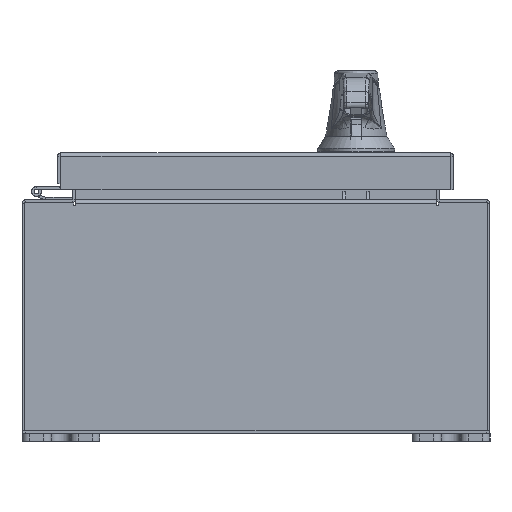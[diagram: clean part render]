
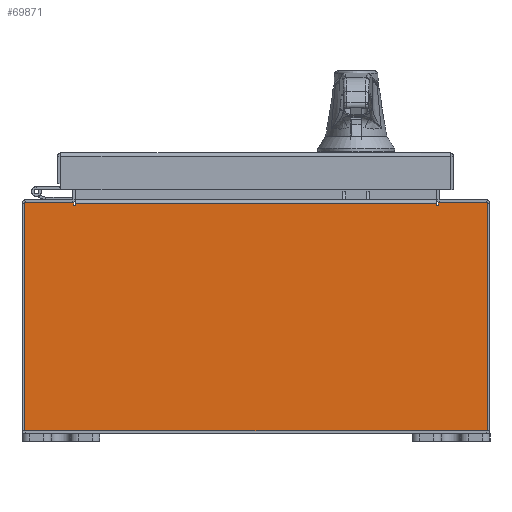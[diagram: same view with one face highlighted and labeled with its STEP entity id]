
A CAD part, front view. The second image highlights one B-rep face of the part: STEP entity #69871.
In plain terms, the highlighted face is planar.
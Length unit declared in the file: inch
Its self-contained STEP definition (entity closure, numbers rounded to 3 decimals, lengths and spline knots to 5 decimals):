
#1592 = LINE ( 'NONE', #37726, #42502 ) ;
#2018 = VECTOR ( 'NONE', #97665, 39.37008 ) ;
#2523 = DIRECTION ( 'NONE',  ( 1., 0., 0. ) ) ;
#2544 = PLANE ( 'NONE',  #66469 ) ;
#6566 = ORIENTED_EDGE ( 'NONE', *, *, #46468, .T. ) ;
#6862 = CARTESIAN_POINT ( 'NONE',  ( 4.6372, 0., 0. ) ) ;
#8289 = VERTEX_POINT ( 'NONE', #101260 ) ;
#9357 = VERTEX_POINT ( 'NONE', #86523 ) ;
#10193 = VERTEX_POINT ( 'NONE', #20229 ) ;
#10505 = LINE ( 'NONE', #11373, #54009 ) ;
#10762 = DIRECTION ( 'NONE',  ( 0., 0., -1. ) ) ;
#11373 = CARTESIAN_POINT ( 'NONE',  ( -4.6372, 0., 0. ) ) ;
#11421 = ORIENTED_EDGE ( 'NONE', *, *, #27070, .T. ) ;
#12869 = DIRECTION ( 'NONE',  ( 1., 0., 0. ) ) ;
#13316 = LINE ( 'NONE', #94023, #95179 ) ;
#13359 = DIRECTION ( 'NONE',  ( 1., 0., 0. ) ) ;
#15703 = CARTESIAN_POINT ( 'NONE',  ( 4.67455, 0., 0. ) ) ;
#16157 = CARTESIAN_POINT ( 'NONE',  ( 5.9253, 0., 2.9253 ) ) ;
#16392 = VECTOR ( 'NONE', #44375, 39.37008 ) ;
#17171 = EDGE_CURVE ( 'NONE', #38507, #8289, #73637, .T. ) ;
#18060 = VERTEX_POINT ( 'NONE', #21838 ) ;
#19052 = VECTOR ( 'NONE', #2523, 39.37008 ) ;
#19883 = LINE ( 'NONE', #88322, #104318 ) ;
#19890 = ORIENTED_EDGE ( 'NONE', *, *, #86203, .T. ) ;
#20229 = CARTESIAN_POINT ( 'NONE',  ( 4.6372, 0., 2.87495 ) ) ;
#20846 = VERTEX_POINT ( 'NONE', #76306 ) ;
#21838 = CARTESIAN_POINT ( 'NONE',  ( 4.67455, 0., 2.9253 ) ) ;
#21973 = LINE ( 'NONE', #73769, #84566 ) ;
#23978 = DIRECTION ( 'NONE',  ( 0., 0., -1. ) ) ;
#27070 = EDGE_CURVE ( 'NONE', #9357, #20846, #59896, .T. ) ;
#27106 = CARTESIAN_POINT ( 'NONE',  ( -4.6372, 0., 2.9123 ) ) ;
#30188 = CARTESIAN_POINT ( 'NONE',  ( 4.67455, 0., 2.87495 ) ) ;
#30403 = EDGE_CURVE ( 'NONE', #69027, #9357, #19883, .T. ) ;
#30465 = ORIENTED_EDGE ( 'NONE', *, *, #36026, .F. ) ;
#31208 = DIRECTION ( 'NONE',  ( -1., 0., 0. ) ) ;
#31239 = CARTESIAN_POINT ( 'NONE',  ( -4.6372, 0., 2.87495 ) ) ;
#32708 = EDGE_LOOP ( 'NONE', ( #47549, #95822, #52447, #53524, #92315, #75480, #30465, #6566, #19890, #95741, #11421, #33007 ) ) ;
#33007 = ORIENTED_EDGE ( 'NONE', *, *, #41203, .T. ) ;
#33475 = EDGE_CURVE ( 'NONE', #62854, #101785, #81703, .T. ) ;
#36026 = EDGE_CURVE ( 'NONE', #18060, #51249, #85271, .T. ) ;
#36157 = CARTESIAN_POINT ( 'NONE',  ( -5.9253, 0., 2.9253 ) ) ;
#37726 = CARTESIAN_POINT ( 'NONE',  ( -5.9253, 0., 2.9253 ) ) ;
#38507 = VERTEX_POINT ( 'NONE', #31239 ) ;
#38770 = AXIS2_PLACEMENT_3D ( 'NONE', #48318, #105499, #56541 ) ;
#39614 = CARTESIAN_POINT ( 'NONE',  ( -4.65587, 0., 2.87495 ) ) ;
#41203 = EDGE_CURVE ( 'NONE', #20846, #68857, #13316, .T. ) ;
#41875 = VECTOR ( 'NONE', #23978, 39.37008 ) ;
#42502 = VECTOR ( 'NONE', #13359, 39.37008 ) ;
#44375 = DIRECTION ( 'NONE',  ( 0., 0., 1. ) ) ;
#44962 = VECTOR ( 'NONE', #72275, 39.37008 ) ;
#45681 = EDGE_CURVE ( 'NONE', #51249, #10193, #90864, .T. ) ;
#46468 = EDGE_CURVE ( 'NONE', #18060, #105292, #1592, .T. ) ;
#47549 = ORIENTED_EDGE ( 'NONE', *, *, #103802, .F. ) ;
#47797 = DIRECTION ( 'NONE',  ( 0., 0., -1. ) ) ;
#48318 = CARTESIAN_POINT ( 'NONE',  ( 4.65588, 0., 2.87495 ) ) ;
#48762 = DIRECTION ( 'NONE',  ( 0., 0., 1. ) ) ;
#49743 = FACE_OUTER_BOUND ( 'NONE', #32708, .T. ) ;
#51249 = VERTEX_POINT ( 'NONE', #30188 ) ;
#51492 = CARTESIAN_POINT ( 'NONE',  ( -4.6372, 0., 2.9123 ) ) ;
#51517 = CARTESIAN_POINT ( 'NONE',  ( 0., 0., 0. ) ) ;
#52447 = ORIENTED_EDGE ( 'NONE', *, *, #78347, .F. ) ;
#53524 = ORIENTED_EDGE ( 'NONE', *, *, #33475, .T. ) ;
#54009 = VECTOR ( 'NONE', #60367, 39.37008 ) ;
#54680 = CARTESIAN_POINT ( 'NONE',  ( -4.67455, 0., 2.9253 ) ) ;
#56541 = DIRECTION ( 'NONE',  ( 0., 0., -1. ) ) ;
#59745 = DIRECTION ( 'NONE',  ( 0., -1., 0. ) ) ;
#59896 = LINE ( 'NONE', #36157, #16392 ) ;
#60367 = DIRECTION ( 'NONE',  ( 0., 0., -1. ) ) ;
#62854 = VERTEX_POINT ( 'NONE', #27106 ) ;
#66469 = AXIS2_PLACEMENT_3D ( 'NONE', #51517, #59745, #10762 ) ;
#66522 = AXIS2_PLACEMENT_3D ( 'NONE', #39614, #96770, #47797 ) ;
#66694 = LINE ( 'NONE', #6862, #44962 ) ;
#68857 = VERTEX_POINT ( 'NONE', #54680 ) ;
#69027 = VERTEX_POINT ( 'NONE', #88421 ) ;
#69871 = ADVANCED_FACE ( 'NONE', ( #49743 ), #2544, .F. ) ;
#71250 = CARTESIAN_POINT ( 'NONE',  ( 4.6372, 0., 2.9123 ) ) ;
#72275 = DIRECTION ( 'NONE',  ( 0., 0., 1. ) ) ;
#73637 = CIRCLE ( 'NONE', #66522, 0.01868 ) ;
#73769 = CARTESIAN_POINT ( 'NONE',  ( -4.67455, 0., 0. ) ) ;
#75480 = ORIENTED_EDGE ( 'NONE', *, *, #45681, .F. ) ;
#76306 = CARTESIAN_POINT ( 'NONE',  ( -5.9253, 0., 2.9253 ) ) ;
#78347 = EDGE_CURVE ( 'NONE', #62854, #38507, #10505, .T. ) ;
#81703 = LINE ( 'NONE', #51492, #19052 ) ;
#84566 = VECTOR ( 'NONE', #48762, 39.37008 ) ;
#85271 = LINE ( 'NONE', #15703, #41875 ) ;
#86203 = EDGE_CURVE ( 'NONE', #105292, #69027, #88968, .T. ) ;
#86523 = CARTESIAN_POINT ( 'NONE',  ( -5.9253, 0., -2.9253 ) ) ;
#88322 = CARTESIAN_POINT ( 'NONE',  ( -5.9253, 0., -2.9253 ) ) ;
#88398 = CARTESIAN_POINT ( 'NONE',  ( 5.9253, 0., 2.9253 ) ) ;
#88421 = CARTESIAN_POINT ( 'NONE',  ( 5.9253, 0., -2.9253 ) ) ;
#88968 = LINE ( 'NONE', #16157, #2018 ) ;
#90864 = CIRCLE ( 'NONE', #38770, 0.01868 ) ;
#92315 = ORIENTED_EDGE ( 'NONE', *, *, #96111, .F. ) ;
#94023 = CARTESIAN_POINT ( 'NONE',  ( -5.9253, 0., 2.9253 ) ) ;
#95179 = VECTOR ( 'NONE', #12869, 39.37008 ) ;
#95741 = ORIENTED_EDGE ( 'NONE', *, *, #30403, .T. ) ;
#95822 = ORIENTED_EDGE ( 'NONE', *, *, #17171, .F. ) ;
#96111 = EDGE_CURVE ( 'NONE', #10193, #101785, #66694, .T. ) ;
#96770 = DIRECTION ( 'NONE',  ( 0., 1., 0. ) ) ;
#97665 = DIRECTION ( 'NONE',  ( 0., 0., -1. ) ) ;
#101260 = CARTESIAN_POINT ( 'NONE',  ( -4.67455, 0., 2.87495 ) ) ;
#101785 = VERTEX_POINT ( 'NONE', #71250 ) ;
#103802 = EDGE_CURVE ( 'NONE', #8289, #68857, #21973, .T. ) ;
#104318 = VECTOR ( 'NONE', #31208, 39.37008 ) ;
#105292 = VERTEX_POINT ( 'NONE', #88398 ) ;
#105499 = DIRECTION ( 'NONE',  ( 0., 1., 0. ) ) ;
